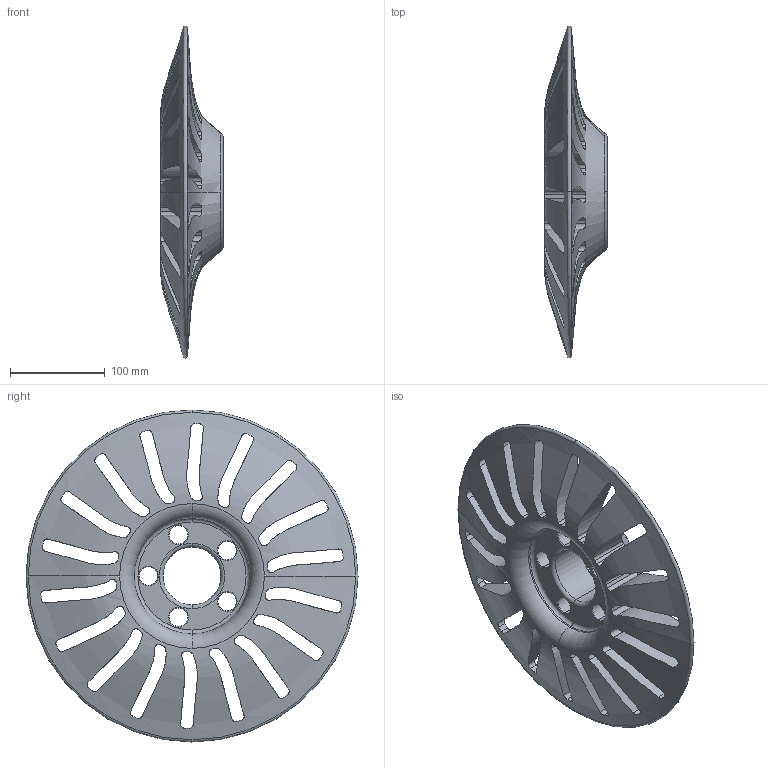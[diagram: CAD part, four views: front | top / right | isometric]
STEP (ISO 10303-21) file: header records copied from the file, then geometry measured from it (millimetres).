
FILE_DESCRIPTION (( 'STEP AP203' ), '1' );
FILE_NAME ('Innova Crysta Rim Design attempt 1_Default_sldprt.STEP', '2023-04-06T17:12:36', ( '' ), ( '' ), 'SwSTEP 2.0', 'SolidWorks 2021', '' );
FILE_SCHEMA (( 'CONFIG_CONTROL_DESIGN' ));
Length unit declared in the file: millimetre
Products named in the file (1): Innova Crysta Rim Design attempt 1_Default_sldprt
Bounding box: 66.12 x 350 x 350 mm (x, y, z)
Volume: 1785860.5 mm3; surface area: 265967.5 mm2
Topology: 1 solids, 1 shells, 214 faces, 608 edges, 396 vertices
Faces by surface type: cylinder 140, bspline 40, torus 32, plane 2
Entity records: 10944 total; most frequent: CARTESIAN_POINT 5682, ORIENTED_EDGE 1216, DIRECTION 878, EDGE_CURVE 608, VERTEX_POINT 396, AXIS2_PLACEMENT_3D 351, EDGE_LOOP 262, B_SPLINE_CURVE_WITH_KNOTS 256
